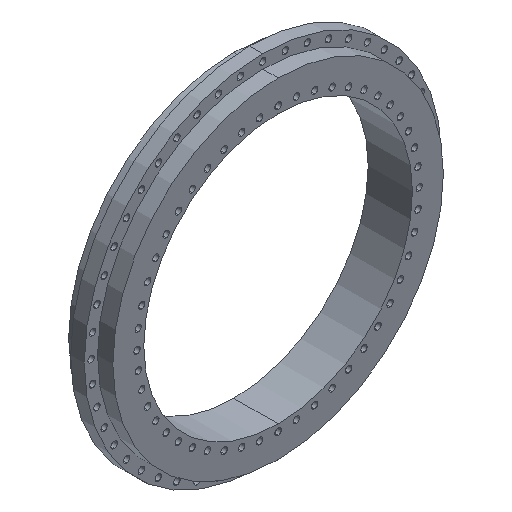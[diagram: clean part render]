
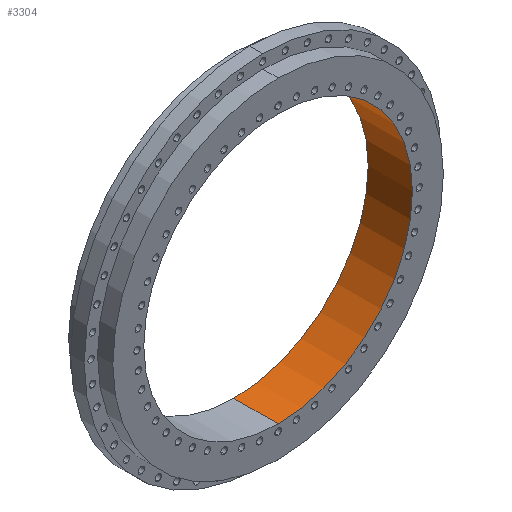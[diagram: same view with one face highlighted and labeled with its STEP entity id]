
A CAD part, isometric view. The second image highlights one B-rep face of the part: STEP entity #3304.
In plain terms, the highlighted cylindrical face has radius 197.5 mm (diameter 395 mm), a partial arc.
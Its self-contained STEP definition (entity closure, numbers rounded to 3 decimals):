
#878 = CIRCLE ( 'NONE', #1240, 197.5 ) ;
#1237 = DIRECTION ( 'NONE',  ( 0., 0., -1. ) ) ;
#1240 = AXIS2_PLACEMENT_3D ( 'NONE', #1243, #1242, #1237 ) ;
#1242 = DIRECTION ( 'NONE',  ( 0., -1., 0. ) ) ;
#1243 = CARTESIAN_POINT ( 'NONE',  ( 0., 0., 0. ) ) ;
#2184 = CARTESIAN_POINT ( 'NONE',  ( 0., 65., 197.5 ) ) ;
#2198 = CARTESIAN_POINT ( 'NONE',  ( 0., 65., -197.5 ) ) ;
#2276 = CARTESIAN_POINT ( 'NONE',  ( 0., 0., 197.5 ) ) ;
#2284 = CARTESIAN_POINT ( 'NONE',  ( 0., 0., -197.5 ) ) ;
#2296 = CARTESIAN_POINT ( 'NONE',  ( 0., 0., 197.5 ) ) ;
#2297 = LINE ( 'NONE', #2296, #2321 ) ;
#2320 = DIRECTION ( 'NONE',  ( 0., -1., 0. ) ) ;
#2321 = VECTOR ( 'NONE', #2320, 1000. ) ;
#3059 = DIRECTION ( 'NONE',  ( 0., -1., 0. ) ) ;
#3060 = VECTOR ( 'NONE', #3059, 1000. ) ;
#3061 = CARTESIAN_POINT ( 'NONE',  ( 0., 0., -197.5 ) ) ;
#3062 = LINE ( 'NONE', #3061, #3060 ) ;
#3304 = ADVANCED_FACE ( 'NONE', ( #7463 ), #7815, .F. ) ;
#3307 = ORIENTED_EDGE ( 'NONE', *, *, #3390, .F. ) ;
#3309 = ORIENTED_EDGE ( 'NONE', *, *, #7349, .T. ) ;
#3356 = EDGE_LOOP ( 'NONE', ( #3391, #3307, #3309, #3389 ) ) ;
#3389 = ORIENTED_EDGE ( 'NONE', *, *, #7092, .T. ) ;
#3390 = EDGE_CURVE ( 'NONE', #6856, #6863, #7793, .T. ) ;
#3391 = ORIENTED_EDGE ( 'NONE', *, *, #6918, .F. ) ;
#6856 = VERTEX_POINT ( 'NONE', #2198 ) ;
#6863 = VERTEX_POINT ( 'NONE', #2184 ) ;
#6906 = VERTEX_POINT ( 'NONE', #2284 ) ;
#6907 = VERTEX_POINT ( 'NONE', #2276 ) ;
#6918 = EDGE_CURVE ( 'NONE', #6863, #6907, #2297, .T. ) ;
#7092 = EDGE_CURVE ( 'NONE', #6906, #6907, #878, .T. ) ;
#7349 = EDGE_CURVE ( 'NONE', #6856, #6906, #3062, .T. ) ;
#7463 = FACE_OUTER_BOUND ( 'NONE', #3356, .T. ) ;
#7717 = DIRECTION ( 'NONE',  ( 0., 0., -1. ) ) ;
#7718 = DIRECTION ( 'NONE',  ( 0., -1., 0. ) ) ;
#7719 = CARTESIAN_POINT ( 'NONE',  ( 0., 65., 0. ) ) ;
#7777 = DIRECTION ( 'NONE',  ( 0., 0., -1. ) ) ;
#7778 = DIRECTION ( 'NONE',  ( 0., -1., 0. ) ) ;
#7779 = CARTESIAN_POINT ( 'NONE',  ( 0., 0., 0. ) ) ;
#7780 = AXIS2_PLACEMENT_3D ( 'NONE', #7779, #7778, #7777 ) ;
#7787 = AXIS2_PLACEMENT_3D ( 'NONE', #7719, #7718, #7717 ) ;
#7793 = CIRCLE ( 'NONE', #7787, 197.5 ) ;
#7815 = CYLINDRICAL_SURFACE ( 'NONE', #7780, 197.5 ) ;
